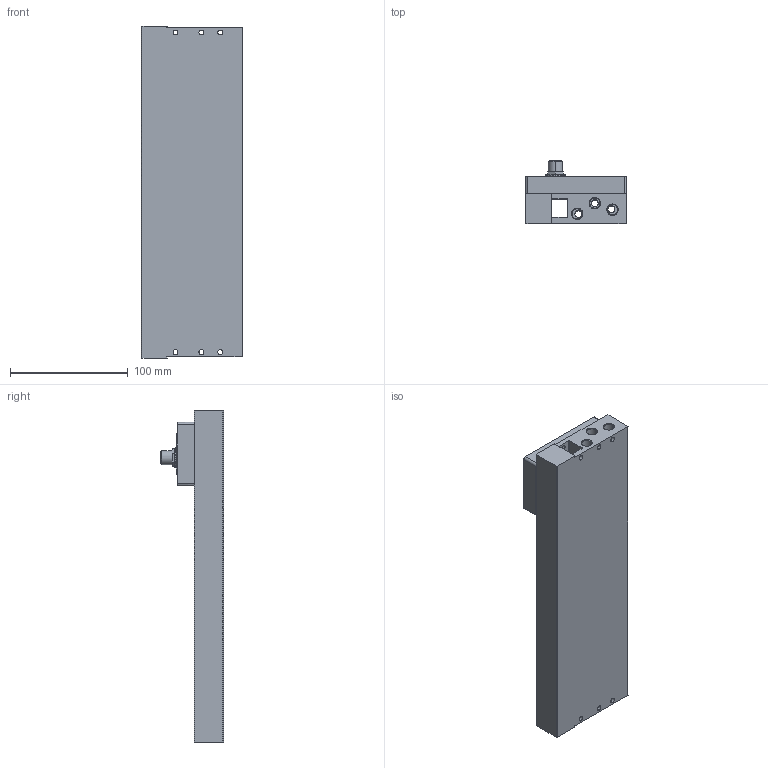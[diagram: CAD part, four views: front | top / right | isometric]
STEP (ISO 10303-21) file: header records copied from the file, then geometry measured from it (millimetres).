
FILE_DESCRIPTION (( 'STEP AP203' ), '1' );
FILE_NAME ('ES1VM-18F-M7LK32.STEP', '2022-08-23T12:01:29', ( '' ), ( '' ), 'SwSTEP 2.0', 'SolidWorks 2022', '' );
FILE_SCHEMA (( 'CONFIG_CONTROL_DESIGN' ));
Length unit declared in the file: millimetre
Products named in the file (1): ES1VM-18F-M7LK32
Bounding box: 86 x 53.6 x 282 mm (x, y, z)
Volume: 558676.3 mm3; surface area: 122503.3 mm2
Topology: 1 solids, 1 shells, 573 faces, 1398 edges, 900 vertices
Faces by surface type: cylinder 260, cone 160, plane 141, bspline 12
Entity records: 18617 total; most frequent: CARTESIAN_POINT 4474, DIRECTION 3178, ORIENTED_EDGE 2796, EDGE_CURVE 1398, AXIS2_PLACEMENT_3D 1320, VERTEX_POINT 900, CIRCLE 758, EDGE_LOOP 706
